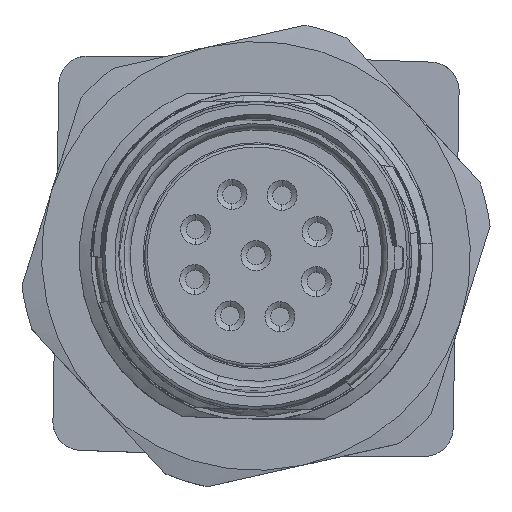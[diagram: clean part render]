
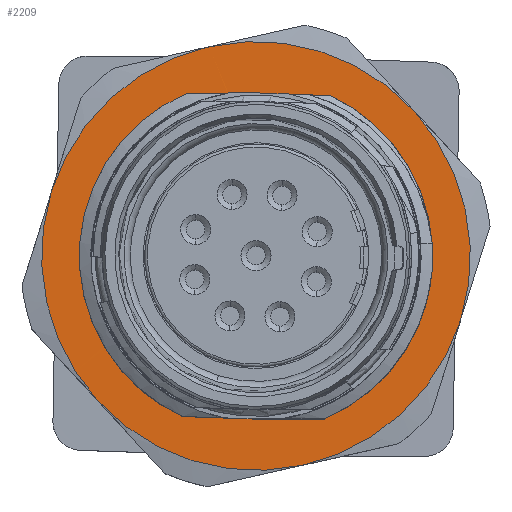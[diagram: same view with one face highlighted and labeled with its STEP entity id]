
A CAD part, top view. The second image highlights one B-rep face of the part: STEP entity #2209.
In plain terms, the highlighted planar face has unit normal (0, 0, 1).
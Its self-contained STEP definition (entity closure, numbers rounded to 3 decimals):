
#114=ELLIPSE('',#12074,12.36,12.36);
#197=B_SPLINE_CURVE_WITH_KNOTS('',3,(#16044,#16045,#16046,#16047,#16048,
#16049,#16050,#16051),.UNSPECIFIED.,.F.,.F.,(4,2,2,4),(0.,0.25,0.5,1.),
 .UNSPECIFIED.);
#198=B_SPLINE_CURVE_WITH_KNOTS('',3,(#16053,#16054,#16055,#16056),
 .UNSPECIFIED.,.F.,.F.,(4,4),(0.,1.),.UNSPECIFIED.);
#199=B_SPLINE_CURVE_WITH_KNOTS('',3,(#16058,#16059,#16060,#16061),
 .UNSPECIFIED.,.F.,.F.,(4,4),(0.,1.),.UNSPECIFIED.);
#201=B_SPLINE_CURVE_WITH_KNOTS('',3,(#16212,#16213,#16214,#16215),
 .UNSPECIFIED.,.F.,.F.,(4,4),(0.,1.),.UNSPECIFIED.);
#227=B_SPLINE_CURVE_WITH_KNOTS('',3,(#16911,#16912,#16913,#16914,#16915,
#16916),.UNSPECIFIED.,.F.,.F.,(4,2,4),(0.,0.5,1.),.UNSPECIFIED.);
#228=B_SPLINE_CURVE_WITH_KNOTS('',3,(#16918,#16919,#16920,#16921),
 .UNSPECIFIED.,.F.,.F.,(4,4),(0.,1.),.UNSPECIFIED.);
#1481=PLANE('',#12805);
#1542=FACE_BOUND('',#3758,.T.);
#1543=FACE_BOUND('',#3759,.T.);
#2209=ADVANCED_FACE('',(#1542,#1543),#1481,.T.);
#3758=EDGE_LOOP('',(#7657,#7658,#7659,#7660,#7661,#7662,#7663,#7664,#7665,
#7666,#7667,#7668));
#3759=EDGE_LOOP('',(#7669,#7670,#7671,#7672,#7673,#7674));
#3897=CIRCLE('',#12076,11.55);
#4081=CIRCLE('',#12788,15.);
#4082=CIRCLE('',#12791,15.);
#4083=CIRCLE('',#12794,15.);
#4084=CIRCLE('',#12797,15.);
#4085=CIRCLE('',#12800,15.);
#4086=CIRCLE('',#12803,15.);
#7657=ORIENTED_EDGE('',*,*,#9193,.T.);
#7658=ORIENTED_EDGE('',*,*,#9158,.T.);
#7659=ORIENTED_EDGE('',*,*,#9147,.T.);
#7660=ORIENTED_EDGE('',*,*,#9145,.F.);
#7661=ORIENTED_EDGE('',*,*,#9242,.F.);
#7662=ORIENTED_EDGE('',*,*,#9241,.F.);
#7663=ORIENTED_EDGE('',*,*,#9169,.T.);
#7664=ORIENTED_EDGE('',*,*,#9180,.T.);
#7665=ORIENTED_EDGE('',*,*,#9142,.F.);
#7666=ORIENTED_EDGE('',*,*,#9191,.F.);
#7667=ORIENTED_EDGE('',*,*,#9190,.F.);
#7668=ORIENTED_EDGE('',*,*,#9189,.F.);
#7669=ORIENTED_EDGE('',*,*,#10727,.T.);
#7670=ORIENTED_EDGE('',*,*,#10724,.T.);
#7671=ORIENTED_EDGE('',*,*,#10721,.T.);
#7672=ORIENTED_EDGE('',*,*,#10718,.T.);
#7673=ORIENTED_EDGE('',*,*,#10715,.T.);
#7674=ORIENTED_EDGE('',*,*,#10730,.T.);
#7880=VERTEX_POINT('',#15843);
#7882=VERTEX_POINT('',#15846);
#7883=VERTEX_POINT('',#15858);
#7885=VERTEX_POINT('',#15861);
#7886=VERTEX_POINT('',#15865);
#7896=VERTEX_POINT('',#15914);
#7906=VERTEX_POINT('',#15958);
#7907=VERTEX_POINT('',#15959);
#7923=VERTEX_POINT('',#16043);
#7924=VERTEX_POINT('',#16052);
#7925=VERTEX_POINT('',#16057);
#7955=VERTEX_POINT('',#16917);
#8911=VERTEX_POINT('',#25940);
#8912=VERTEX_POINT('',#25947);
#8913=VERTEX_POINT('',#25967);
#8914=VERTEX_POINT('',#25979);
#8915=VERTEX_POINT('',#25991);
#8916=VERTEX_POINT('',#26003);
#9142=EDGE_CURVE('',#7880,#7882,#114,.T.);
#9145=EDGE_CURVE('',#7883,#7885,#3897,.T.);
#9147=EDGE_CURVE('',#7886,#7885,#10823,.T.);
#9158=EDGE_CURVE('',#7896,#7886,#10827,.T.);
#9169=EDGE_CURVE('',#7906,#7907,#10832,.T.);
#9180=EDGE_CURVE('',#7907,#7882,#10837,.T.);
#9189=EDGE_CURVE('',#7923,#7924,#197,.T.);
#9190=EDGE_CURVE('',#7924,#7925,#198,.T.);
#9191=EDGE_CURVE('',#7925,#7880,#199,.T.);
#9193=EDGE_CURVE('',#7923,#7896,#201,.T.);
#9241=EDGE_CURVE('',#7906,#7955,#227,.T.);
#9242=EDGE_CURVE('',#7955,#7883,#228,.T.);
#10715=EDGE_CURVE('',#8912,#8911,#4081,.T.);
#10718=EDGE_CURVE('',#8913,#8912,#4082,.T.);
#10721=EDGE_CURVE('',#8914,#8913,#4083,.T.);
#10724=EDGE_CURVE('',#8915,#8914,#4084,.T.);
#10727=EDGE_CURVE('',#8916,#8915,#4085,.T.);
#10730=EDGE_CURVE('',#8911,#8916,#4086,.T.);
#10823=LINE('',#15864,#11377);
#10827=LINE('',#15913,#11381);
#10832=LINE('',#15957,#11386);
#10837=LINE('',#15998,#11391);
#11377=VECTOR('',#13351,1.);
#11381=VECTOR('',#13357,1.);
#11386=VECTOR('',#13364,1.);
#11391=VECTOR('',#13371,1.);
#12074=AXIS2_PLACEMENT_3D('',#15845,#13342,#13343);
#12076=AXIS2_PLACEMENT_3D('',#15860,#13346,#13347);
#12788=AXIS2_PLACEMENT_3D('',#25946,#15243,#15244);
#12791=AXIS2_PLACEMENT_3D('',#25966,#15249,#15250);
#12794=AXIS2_PLACEMENT_3D('',#25978,#15255,#15256);
#12797=AXIS2_PLACEMENT_3D('',#25990,#15261,#15262);
#12800=AXIS2_PLACEMENT_3D('',#26002,#15267,#15268);
#12803=AXIS2_PLACEMENT_3D('',#26014,#15273,#15274);
#12805=AXIS2_PLACEMENT_3D('',#26016,#15277,#15278);
#13342=DIRECTION('',(0.,0.,1.));
#13343=DIRECTION('',(0.853,-0.522,0.));
#13346=DIRECTION('',(0.,0.,1.));
#13347=DIRECTION('',(1.,0.,0.));
#13351=DIRECTION('',(0.999,-0.035,0.));
#13357=DIRECTION('',(1.,0.,0.));
#13364=DIRECTION('',(-1.,0.,0.));
#13371=DIRECTION('',(-0.999,0.035,0.));
#15243=DIRECTION('',(0.,0.,1.));
#15244=DIRECTION('',(-0.954,0.298,0.));
#15249=DIRECTION('',(0.,0.,1.));
#15250=DIRECTION('',(-0.219,0.976,0.));
#15255=DIRECTION('',(0.,0.,1.));
#15256=DIRECTION('',(0.736,0.677,0.));
#15261=DIRECTION('',(0.,0.,1.));
#15262=DIRECTION('',(0.954,-0.298,0.));
#15267=DIRECTION('',(0.,0.,1.));
#15268=DIRECTION('',(0.219,-0.976,0.));
#15273=DIRECTION('',(0.,0.,1.));
#15274=DIRECTION('',(-0.736,-0.677,0.));
#15277=DIRECTION('',(0.,0.,1.));
#15278=DIRECTION('',(-0.954,0.298,0.));
#15843=CARTESIAN_POINT('',(-10.538,-6.461,39.451));
#15845=CARTESIAN_POINT('',(0.,0.,39.45));
#15846=CARTESIAN_POINT('',(-5.159,-11.233,39.45));
#15858=CARTESIAN_POINT('',(11.427,1.68,39.451));
#15860=CARTESIAN_POINT('',(0.,0.,39.45));
#15861=CARTESIAN_POINT('',(2.315,11.316,39.45));
#15864=CARTESIAN_POINT('',(0.397,11.383,39.45));
#15865=CARTESIAN_POINT('',(0.199,11.39,39.45));
#15913=CARTESIAN_POINT('',(0.,11.39,39.45));
#15914=CARTESIAN_POINT('',(-1.919,11.39,39.45));
#15957=CARTESIAN_POINT('',(0.,-11.407,39.45));
#15958=CARTESIAN_POINT('',(4.079,-11.407,39.45));
#15959=CARTESIAN_POINT('',(-0.199,-11.407,39.45));
#15998=CARTESIAN_POINT('',(-0.398,-11.4,39.45));
#16043=CARTESIAN_POINT('',(-1.992,11.384,39.454));
#16044=CARTESIAN_POINT('',(-1.993,11.39,39.45));
#16045=CARTESIAN_POINT('',(-3.838,11.138,39.45));
#16046=CARTESIAN_POINT('',(-5.634,10.419,39.45));
#16047=CARTESIAN_POINT('',(-8.719,8.218,39.45));
#16048=CARTESIAN_POINT('',(-9.996,6.724,39.45));
#16049=CARTESIAN_POINT('',(-12.599,1.56,39.45));
#16050=CARTESIAN_POINT('',(-12.554,-2.804,39.45));
#16051=CARTESIAN_POINT('',(-10.637,-6.296,39.45));
#16052=CARTESIAN_POINT('',(-10.637,-6.296,39.45));
#16053=CARTESIAN_POINT('',(-10.638,-6.296,39.449));
#16054=CARTESIAN_POINT('',(-10.629,-6.311,39.45));
#16055=CARTESIAN_POINT('',(-10.62,-6.326,39.45));
#16056=CARTESIAN_POINT('',(-10.611,-6.341,39.45));
#16057=CARTESIAN_POINT('',(-10.611,-6.341,39.45));
#16058=CARTESIAN_POINT('',(-10.611,-6.341,39.45));
#16059=CARTESIAN_POINT('',(-10.587,-6.381,39.451));
#16060=CARTESIAN_POINT('',(-10.563,-6.421,39.452));
#16061=CARTESIAN_POINT('',(-10.538,-6.461,39.453));
#16212=CARTESIAN_POINT('',(-1.992,11.39,39.45));
#16213=CARTESIAN_POINT('',(-1.967,11.39,39.45));
#16214=CARTESIAN_POINT('',(-1.943,11.39,39.45));
#16215=CARTESIAN_POINT('',(-1.919,11.39,39.45));
#16911=CARTESIAN_POINT('',(4.079,-11.407,39.45));
#16912=CARTESIAN_POINT('',(6.638,-10.396,39.45));
#16913=CARTESIAN_POINT('',(8.798,-8.492,39.45));
#16914=CARTESIAN_POINT('',(11.426,-3.804,39.45));
#16915=CARTESIAN_POINT('',(11.895,-1.032,39.45));
#16916=CARTESIAN_POINT('',(11.445,1.553,39.45));
#16917=CARTESIAN_POINT('',(11.445,1.553,39.45));
#16918=CARTESIAN_POINT('',(11.446,1.553,39.45));
#16919=CARTESIAN_POINT('',(11.44,1.596,39.451));
#16920=CARTESIAN_POINT('',(11.434,1.638,39.452));
#16921=CARTESIAN_POINT('',(11.428,1.68,39.453));
#25940=CARTESIAN_POINT('',(-11.034,-10.161,39.45));
#25946=CARTESIAN_POINT('',(0.,0.,39.45));
#25947=CARTESIAN_POINT('',(-14.317,4.475,39.45));
#25966=CARTESIAN_POINT('',(0.,0.,39.45));
#25967=CARTESIAN_POINT('',(-3.283,14.636,39.45));
#25978=CARTESIAN_POINT('',(0.,0.,39.45));
#25979=CARTESIAN_POINT('',(11.034,10.161,39.45));
#25990=CARTESIAN_POINT('',(0.,0.,39.45));
#25991=CARTESIAN_POINT('',(14.317,-4.475,39.45));
#26002=CARTESIAN_POINT('',(0.,0.,39.45));
#26003=CARTESIAN_POINT('',(3.283,-14.636,39.45));
#26014=CARTESIAN_POINT('',(0.,0.,
39.45));
#26016=CARTESIAN_POINT('',(0.,0.,39.45));
